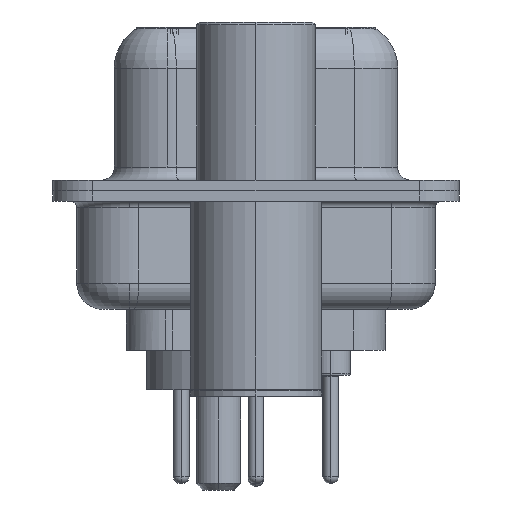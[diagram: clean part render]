
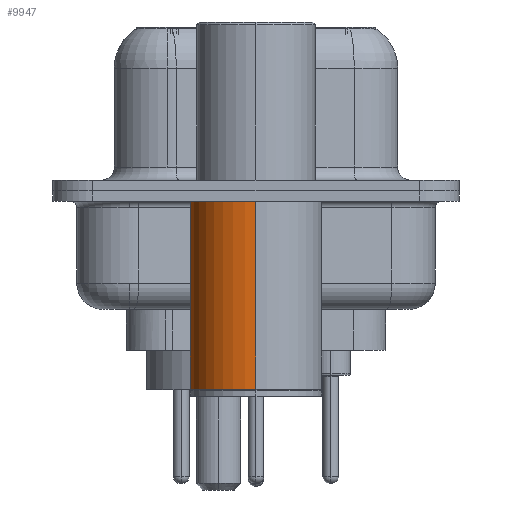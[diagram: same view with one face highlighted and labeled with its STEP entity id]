
A CAD part, left-side view. The second image highlights one B-rep face of the part: STEP entity #9947.
In plain terms, the highlighted cylindrical face has radius 2.5 mm (diameter 5 mm), a partial arc.
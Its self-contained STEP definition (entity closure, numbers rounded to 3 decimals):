
#490 = CARTESIAN_POINT ( 'NONE',  ( 0., 0., -7.525 ) ) ;
#2319 = CARTESIAN_POINT ( 'NONE',  ( -2.5, 0., 0.581 ) ) ;
#2623 = CIRCLE ( 'NONE', #27467, 2.5 ) ;
#3196 = DIRECTION ( 'NONE',  ( 1., 0., 0. ) ) ;
#3562 = ORIENTED_EDGE ( 'NONE', *, *, #32154, .T. ) ;
#3590 = ORIENTED_EDGE ( 'NONE', *, *, #22341, .F. ) ;
#3619 = CYLINDRICAL_SURFACE ( 'NONE', #21643, 2.5 ) ;
#3968 = VERTEX_POINT ( 'NONE', #34898 ) ;
#4444 = DIRECTION ( 'NONE',  ( 1., 0., 0. ) ) ;
#8431 = LINE ( 'NONE', #31984, #21528 ) ;
#8493 = CARTESIAN_POINT ( 'NONE',  ( 0., 0., -0.4 ) ) ;
#8867 = EDGE_CURVE ( 'NONE', #8967, #3968, #20584, .T. ) ;
#8967 = VERTEX_POINT ( 'NONE', #26927 ) ;
#9947 = ADVANCED_FACE ( 'NONE', ( #29363 ), #3619, .T. ) ;
#10313 = DIRECTION ( 'NONE',  ( 0., 0., 1. ) ) ;
#10368 = DIRECTION ( 'NONE',  ( 0., 0., 1. ) ) ;
#13373 = VECTOR ( 'NONE', #10313, 1000. ) ;
#13887 = ORIENTED_EDGE ( 'NONE', *, *, #8867, .T. ) ;
#16209 = CARTESIAN_POINT ( 'NONE',  ( 2.5, 0., -0.4 ) ) ;
#16293 = DIRECTION ( 'NONE',  ( 0., 0., 1. ) ) ;
#18861 = VERTEX_POINT ( 'NONE', #16209 ) ;
#20584 = LINE ( 'NONE', #2319, #13373 ) ;
#21528 = VECTOR ( 'NONE', #10368, 1000. ) ;
#21643 = AXIS2_PLACEMENT_3D ( 'NONE', #28989, #34407, #4444 ) ;
#21945 = VERTEX_POINT ( 'NONE', #27374 ) ;
#22341 = EDGE_CURVE ( 'NONE', #21945, #18861, #8431, .T. ) ;
#23688 = EDGE_CURVE ( 'NONE', #18861, #3968, #2623, .T. ) ;
#26135 = AXIS2_PLACEMENT_3D ( 'NONE', #490, #33039, #3196 ) ;
#26927 = CARTESIAN_POINT ( 'NONE',  ( -2.5, 0., -7.525 ) ) ;
#27136 = DIRECTION ( 'NONE',  ( 1., 0., 0. ) ) ;
#27374 = CARTESIAN_POINT ( 'NONE',  ( 2.5, 0., -7.525 ) ) ;
#27467 = AXIS2_PLACEMENT_3D ( 'NONE', #8493, #16293, #27136 ) ;
#28989 = CARTESIAN_POINT ( 'NONE',  ( 0., 0., 0.581 ) ) ;
#29363 = FACE_OUTER_BOUND ( 'NONE', #34633, .T. ) ;
#31984 = CARTESIAN_POINT ( 'NONE',  ( 2.5, 0., 0.581 ) ) ;
#32154 = EDGE_CURVE ( 'NONE', #21945, #8967, #32426, .T. ) ;
#32426 = CIRCLE ( 'NONE', #26135, 2.5 ) ;
#32878 = ORIENTED_EDGE ( 'NONE', *, *, #23688, .F. ) ;
#33039 = DIRECTION ( 'NONE',  ( 0., 0., 1. ) ) ;
#34407 = DIRECTION ( 'NONE',  ( 0., 0., 1. ) ) ;
#34633 = EDGE_LOOP ( 'NONE', ( #3562, #13887, #32878, #3590 ) ) ;
#34898 = CARTESIAN_POINT ( 'NONE',  ( -2.5, 0., -0.4 ) ) ;
